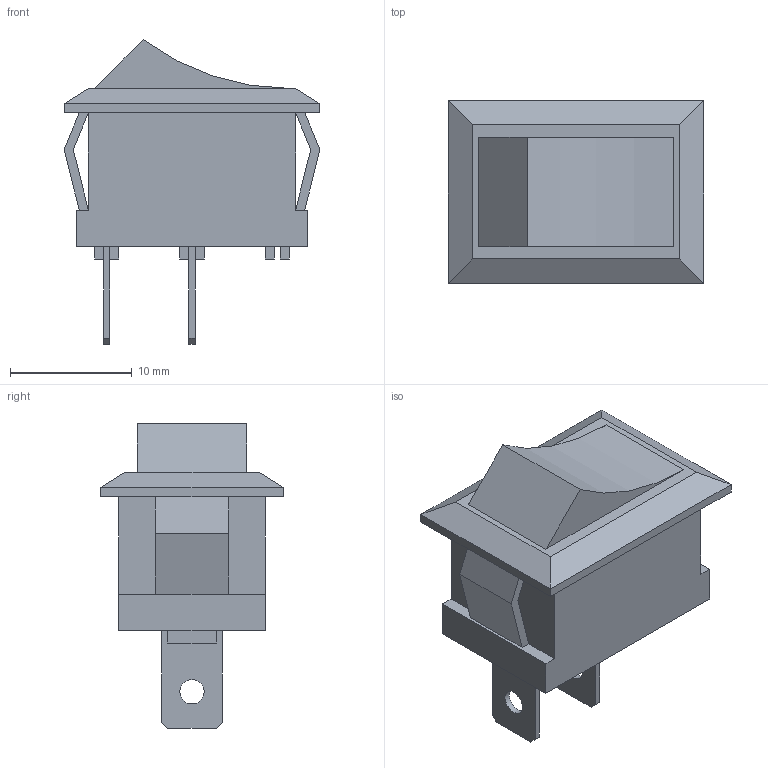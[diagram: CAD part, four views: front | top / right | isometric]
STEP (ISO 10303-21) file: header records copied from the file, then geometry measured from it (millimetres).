
FILE_DESCRIPTION(/* description */ ('Unknown'),/* implementation_level */ '2;1');
FILE_NAME(/* name */ 'BotaoOnOff',/* time_stamp */ '2019-06-30T01:51:18-03:00',/* author */ ('Unknown'),/* organization */ ('Unknown'),/* preprocessor_version */ 'ST-DEVELOPER v16.7',/* originating_system */ 'DEX',/* authorisation */ $);
FILE_SCHEMA (('AUTOMOTIVE_DESIGN {1 0 10303 214 3 1 1}'));
Length unit declared in the file: millimetre
Products named in the file (1): BotaoOnOff
Bounding box: 21 x 15 x 25 mm (x, y, z)
Volume: 3199 mm3; surface area: 1875.1 mm2
Topology: 1 solids, 1 shells, 77 faces, 209 edges, 136 vertices
Faces by surface type: plane 74, cylinder 3
Full cylindrical faces by diameter (mm): 2 x2
Entity records: 2971 total; most frequent: CARTESIAN_POINT 417, ORIENTED_EDGE 410, DIRECTION 367, EDGE_CURVE 205, LINE 199, VECTOR 199, VERTEX_POINT 134, EDGE_LOOP 89
